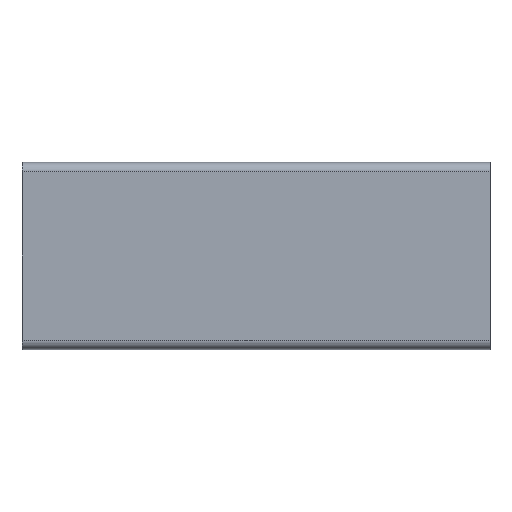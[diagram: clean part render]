
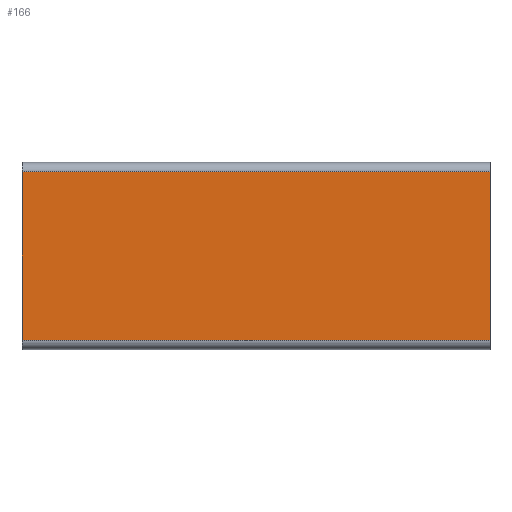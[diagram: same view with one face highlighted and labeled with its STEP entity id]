
A CAD part, left-side view. The second image highlights one B-rep face of the part: STEP entity #166.
In plain terms, the highlighted planar face has unit normal (-1, 0, 0).
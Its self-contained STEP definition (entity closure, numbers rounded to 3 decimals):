
#166 = ADVANCED_FACE( '', ( #434 ), #435, .F. );
#434 = FACE_OUTER_BOUND( '', #813, .T. );
#435 = PLANE( '', #814 );
#813 = EDGE_LOOP( '', ( #1241, #1242, #1243, #1244 ) );
#814 = AXIS2_PLACEMENT_3D( '', #1245, #1246, #1247 );
#1241 = ORIENTED_EDGE( '', *, *, #2389, .T. );
#1242 = ORIENTED_EDGE( '', *, *, #2390, .F. );
#1243 = ORIENTED_EDGE( '', *, *, #2391, .F. );
#1244 = ORIENTED_EDGE( '', *, *, #2392, .T. );
#1245 = CARTESIAN_POINT( '', ( -10., 100., -18. ) );
#1246 = DIRECTION( '', ( 1., 0., 0. ) );
#1247 = DIRECTION( '', ( 0., 0., -1. ) );
#2389 = EDGE_CURVE( '', #2899, #2900, #2901, .T. );
#2390 = EDGE_CURVE( '', #2902, #2900, #2903, .T. );
#2391 = EDGE_CURVE( '', #2904, #2902, #2905, .T. );
#2392 = EDGE_CURVE( '', #2904, #2899, #2906, .T. );
#2899 = VERTEX_POINT( '', #3634 );
#2900 = VERTEX_POINT( '', #3635 );
#2901 = LINE( '', #3636, #3637 );
#2902 = VERTEX_POINT( '', #3638 );
#2903 = LINE( '', #3639, #3640 );
#2904 = VERTEX_POINT( '', #3641 );
#2905 = LINE( '', #3642, #3643 );
#2906 = LINE( '', #3644, #3645 );
#3634 = CARTESIAN_POINT( '', ( -10., 0., -18. ) );
#3635 = CARTESIAN_POINT( '', ( -10., 0., 18. ) );
#3636 = CARTESIAN_POINT( '', ( -10., 0., -18. ) );
#3637 = VECTOR( '', #4525, 1000. );
#3638 = CARTESIAN_POINT( '', ( -10., 100., 18. ) );
#3639 = CARTESIAN_POINT( '', ( -10., 100., 18. ) );
#3640 = VECTOR( '', #4526, 1000. );
#3641 = CARTESIAN_POINT( '', ( -10., 100., -18. ) );
#3642 = CARTESIAN_POINT( '', ( -10., 100., -18. ) );
#3643 = VECTOR( '', #4527, 1000. );
#3644 = CARTESIAN_POINT( '', ( -10., 100., -18. ) );
#3645 = VECTOR( '', #4528, 1000. );
#4525 = DIRECTION( '', ( 0., 0., 1. ) );
#4526 = DIRECTION( '', ( 0., -1., 0. ) );
#4527 = DIRECTION( '', ( 0., 0., 1. ) );
#4528 = DIRECTION( '', ( 0., -1., 0. ) );
